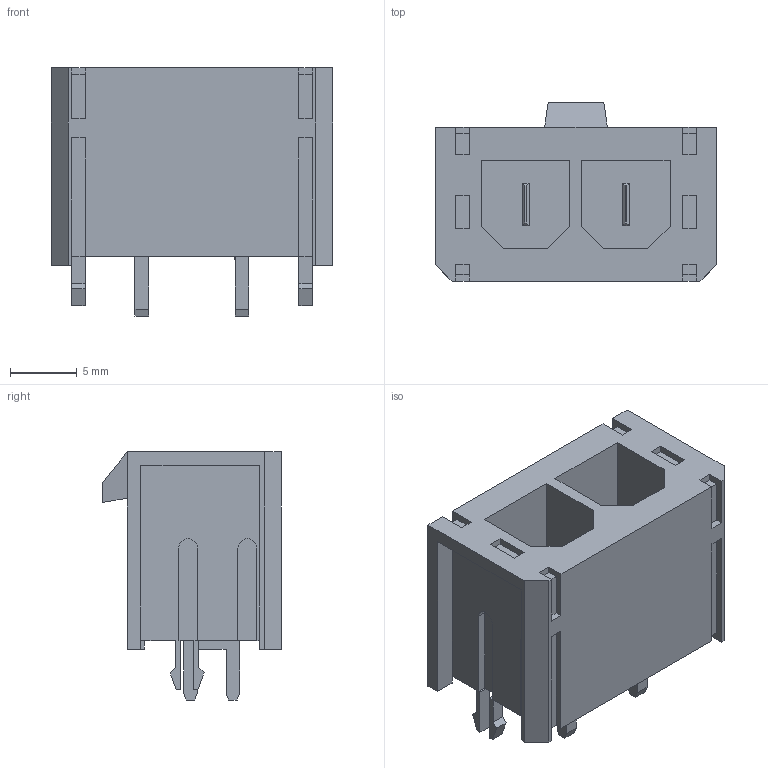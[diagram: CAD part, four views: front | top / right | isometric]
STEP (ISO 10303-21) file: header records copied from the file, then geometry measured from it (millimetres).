
FILE_DESCRIPTION (( 'STEP AP214' ), '1' );
FILE_NAME ('Molex_Sabre_43160-2102_1x02_P7.5mm_Vertical.step', '2020-06-03T10:12:05', ( '' ), ( '' ), 'SwSTEP 2.0', 'SolidWorks 2018', '' );
FILE_SCHEMA (( 'AUTOMOTIVE_DESIGN' ));
Length unit declared in the file: inch
Products named in the file (1): Molex_Sabre_43160-2102_1x02_P7.5mm_Vertical
Bounding box: 21.08 x 13.39 x 18.57 mm (x, y, z)
Volume: 1922.3 mm3; surface area: 2474.1 mm2
Topology: 1 solids, 1 shells, 195 faces, 531 edges, 346 vertices
Faces by surface type: plane 191, cylinder 4
Entity records: 6041 total; most frequent: CARTESIAN_POINT 1073, ORIENTED_EDGE 1062, DIRECTION 931, EDGE_CURVE 531, LINE 523, VECTOR 523, VERTEX_POINT 346, AXIS2_PLACEMENT_3D 204
